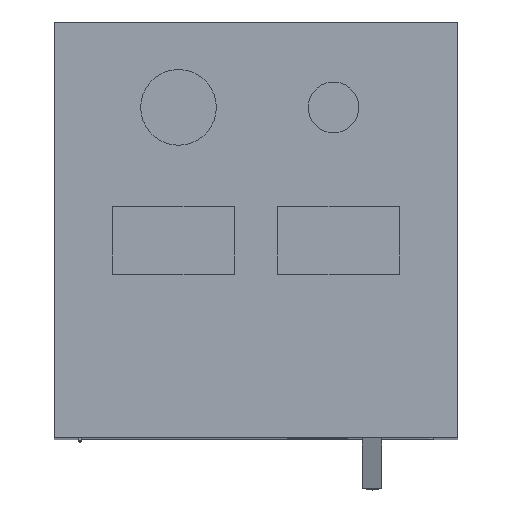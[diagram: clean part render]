
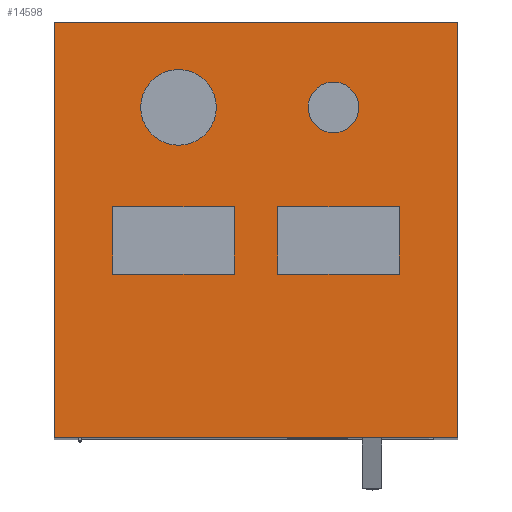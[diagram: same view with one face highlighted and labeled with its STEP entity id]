
A CAD part, top view. The second image highlights one B-rep face of the part: STEP entity #14598.
In plain terms, the highlighted planar face has unit normal (0, 0, 1).
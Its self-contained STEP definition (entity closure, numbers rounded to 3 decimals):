
#440=CIRCLE('',#15505,40.);
#442=CIRCLE('',#15509,37.5);
#580=FACE_BOUND('',#1577,.T.);
#581=FACE_BOUND('',#1578,.T.);
#582=FACE_BOUND('',#1579,.T.);
#583=FACE_BOUND('',#1580,.T.);
#757=FACE_OUTER_BOUND('',#1576,.T.);
#1576=EDGE_LOOP('',(#9398,#9399,#9400,#9401));
#1577=EDGE_LOOP('',(#9402,#9403,#9404,#9405));
#1578=EDGE_LOOP('',(#9406,#9407,#9408,#9409));
#1579=EDGE_LOOP('',(#9410));
#1580=EDGE_LOOP('',(#9411));
#2525=LINE('',#19651,#4180);
#2529=LINE('',#19659,#4184);
#2532=LINE('',#19665,#4187);
#2535=LINE('',#19670,#4190);
#2537=LINE('',#19676,#4192);
#2541=LINE('',#19684,#4196);
#2544=LINE('',#19690,#4199);
#2547=LINE('',#19695,#4202);
#2569=LINE('',#19755,#4224);
#2573=LINE('',#19762,#4228);
#2574=LINE('',#19765,#4229);
#2575=LINE('',#19766,#4230);
#4180=VECTOR('',#16430,10.);
#4184=VECTOR('',#16436,10.);
#4187=VECTOR('',#16441,10.);
#4190=VECTOR('',#16446,10.);
#4192=VECTOR('',#16452,10.);
#4196=VECTOR('',#16458,10.);
#4199=VECTOR('',#16463,10.);
#4202=VECTOR('',#16468,10.);
#4224=VECTOR('',#16530,10.);
#4228=VECTOR('',#16536,10.);
#4229=VECTOR('',#16539,10.);
#4230=VECTOR('',#16540,10.);
#5801=VERTEX_POINT('',#19649);
#5802=VERTEX_POINT('',#19650);
#5805=VERTEX_POINT('',#19658);
#5807=VERTEX_POINT('',#19664);
#5809=VERTEX_POINT('',#19674);
#5810=VERTEX_POINT('',#19675);
#5813=VERTEX_POINT('',#19683);
#5815=VERTEX_POINT('',#19689);
#5818=VERTEX_POINT('',#19701);
#5820=VERTEX_POINT('',#19707);
#5833=VERTEX_POINT('',#19752);
#5834=VERTEX_POINT('',#19754);
#5836=VERTEX_POINT('',#19760);
#5837=VERTEX_POINT('',#19764);
#7175=EDGE_CURVE('',#5801,#5802,#2525,.T.);
#7179=EDGE_CURVE('',#5805,#5801,#2529,.T.);
#7182=EDGE_CURVE('',#5807,#5805,#2532,.T.);
#7185=EDGE_CURVE('',#5802,#5807,#2535,.T.);
#7187=EDGE_CURVE('',#5809,#5810,#2537,.T.);
#7191=EDGE_CURVE('',#5813,#5809,#2541,.T.);
#7194=EDGE_CURVE('',#5815,#5813,#2544,.T.);
#7197=EDGE_CURVE('',#5810,#5815,#2547,.T.);
#7200=EDGE_CURVE('',#5818,#5818,#440,.T.);
#7202=EDGE_CURVE('',#5820,#5820,#442,.T.);
#7223=EDGE_CURVE('',#5833,#5834,#2569,.T.);
#7227=EDGE_CURVE('',#5833,#5836,#2573,.T.);
#7228=EDGE_CURVE('',#5837,#5836,#2574,.T.);
#7229=EDGE_CURVE('',#5834,#5837,#2575,.T.);
#9398=ORIENTED_EDGE('',*,*,#7227,.T.);
#9399=ORIENTED_EDGE('',*,*,#7228,.F.);
#9400=ORIENTED_EDGE('',*,*,#7229,.F.);
#9401=ORIENTED_EDGE('',*,*,#7223,.F.);
#9402=ORIENTED_EDGE('',*,*,#7175,.T.);
#9403=ORIENTED_EDGE('',*,*,#7185,.T.);
#9404=ORIENTED_EDGE('',*,*,#7182,.T.);
#9405=ORIENTED_EDGE('',*,*,#7179,.T.);
#9406=ORIENTED_EDGE('',*,*,#7187,.T.);
#9407=ORIENTED_EDGE('',*,*,#7197,.T.);
#9408=ORIENTED_EDGE('',*,*,#7194,.T.);
#9409=ORIENTED_EDGE('',*,*,#7191,.T.);
#9410=ORIENTED_EDGE('',*,*,#7200,.T.);
#9411=ORIENTED_EDGE('',*,*,#7202,.T.);
#13196=PLANE('',#15523);
#14598=ADVANCED_FACE('',(#757,#580,#581,#582,#583),#13196,.T.);
#15505=AXIS2_PLACEMENT_3D('',#19702,#16476,#16477);
#15509=AXIS2_PLACEMENT_3D('',#19708,#16484,#16485);
#15523=AXIS2_PLACEMENT_3D('',#19763,#16537,#16538);
#16430=DIRECTION('',(0.,1.,0.));
#16436=DIRECTION('',(-1.,0.,0.));
#16441=DIRECTION('',(0.,-1.,0.));
#16446=DIRECTION('',(1.,0.,0.));
#16452=DIRECTION('',(0.,1.,0.));
#16458=DIRECTION('',(-1.,0.,0.));
#16463=DIRECTION('',(0.,-1.,0.));
#16468=DIRECTION('',(1.,0.,0.));
#16476=DIRECTION('center_axis',(0.,0.,-1.));
#16477=DIRECTION('ref_axis',(-1.,0.,0.));
#16484=DIRECTION('center_axis',(0.,0.,-1.));
#16485=DIRECTION('ref_axis',(-1.,0.,0.));
#16530=DIRECTION('',(1.,0.,0.));
#16536=DIRECTION('',(0.,-1.,0.));
#16537=DIRECTION('center_axis',(0.,0.,1.));
#16538=DIRECTION('ref_axis',(-1.,0.,0.));
#16539=DIRECTION('',(-1.,0.,0.));
#16540=DIRECTION('',(0.,-1.,0.));
#19649=CARTESIAN_POINT('',(-212.198,-65.5,725.));
#19650=CARTESIAN_POINT('',(-212.198,34.5,725.));
#19651=CARTESIAN_POINT('',(-212.198,-32.75,725.));
#19658=CARTESIAN_POINT('',(-32.198,-65.5,725.));
#19659=CARTESIAN_POINT('',(133.276,-65.5,725.));
#19664=CARTESIAN_POINT('',(-32.198,34.5,725.));
#19665=CARTESIAN_POINT('',(-32.198,17.25,725.));
#19670=CARTESIAN_POINT('',(43.276,34.5,725.));
#19674=CARTESIAN_POINT('',(32.198,-65.5,725.));
#19675=CARTESIAN_POINT('',(32.198,34.5,725.));
#19676=CARTESIAN_POINT('',(32.198,-32.75,725.));
#19683=CARTESIAN_POINT('',(212.198,-65.5,725.));
#19684=CARTESIAN_POINT('',(255.474,-65.5,725.));
#19689=CARTESIAN_POINT('',(212.198,34.5,725.));
#19690=CARTESIAN_POINT('',(212.198,17.25,725.));
#19695=CARTESIAN_POINT('',(165.474,34.5,725.));
#19701=CARTESIAN_POINT('',(-74.698,181.25,725.));
#19702=CARTESIAN_POINT('Origin',(-114.698,181.25,725.));
#19707=CARTESIAN_POINT('',(152.198,181.25,725.));
#19708=CARTESIAN_POINT('Origin',(114.698,181.25,725.));
#19752=CARTESIAN_POINT('',(-298.75,307.75,725.));
#19754=CARTESIAN_POINT('',(298.75,307.75,725.));
#19755=CARTESIAN_POINT('',(298.75,307.75,725.));
#19760=CARTESIAN_POINT('',(-298.75,-307.75,725.));
#19762=CARTESIAN_POINT('',(-298.75,0.,725.));
#19763=CARTESIAN_POINT('Origin',(298.75,0.,725.));
#19764=CARTESIAN_POINT('',(298.75,-307.75,725.));
#19765=CARTESIAN_POINT('',(298.75,-307.75,725.));
#19766=CARTESIAN_POINT('',(298.75,0.,725.));
